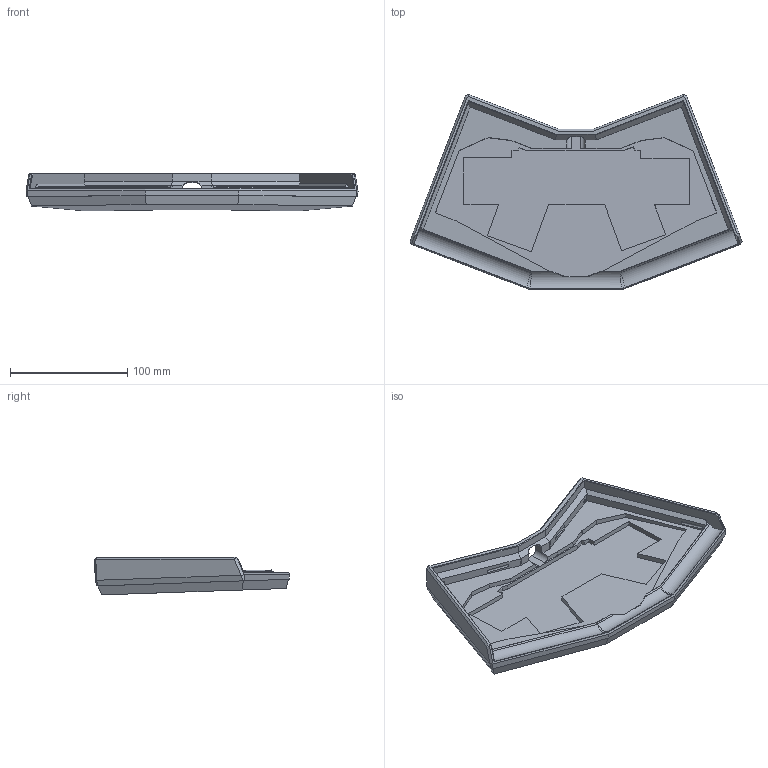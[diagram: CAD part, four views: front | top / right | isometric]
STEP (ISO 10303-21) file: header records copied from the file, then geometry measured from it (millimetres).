
FILE_DESCRIPTION(/* description */ ('KiCad electronic assembly'),/* implementation_level */ '2;1');
FILE_NAME(/* name */ 'tokeyo_plus_bottom.step',/* time_stamp */ '2025-10-08T12:01:20+02:00',/* author */ (''),/* organization */ (''),/* preprocessor_version */ 'ST-DEVELOPER v20.1',/* originating_system */ 'Autodesk Translation Framework v14.17.0.0',/* authorisation */ '');
FILE_SCHEMA (('AUTOMOTIVE_DESIGN { 1 0 10303 214 3 1 1 }'));
Length unit declared in the file: millimetre
Products named in the file (2): tokeyo_plus 1; bottom_new
Assembly tree (1 placements, depth 2):
  tokeyo_plus 1
    bottom_new
Bounding box: 283.5 x 166.51 x 32.3 mm (x, y, z)
Volume: 338581.4 mm3; surface area: 96951.4 mm2
Topology: 1 solids, 1 shells, 190 faces, 520 edges, 338 vertices
Faces by surface type: plane 163, cylinder 15, bspline 6, cone 4, sphere 2
Entity records: 6141 total; most frequent: CARTESIAN_POINT 1285, ORIENTED_EDGE 1040, DIRECTION 916, EDGE_CURVE 520, LINE 438, VECTOR 438, VERTEX_POINT 338, AXIS2_PLACEMENT_3D 239
